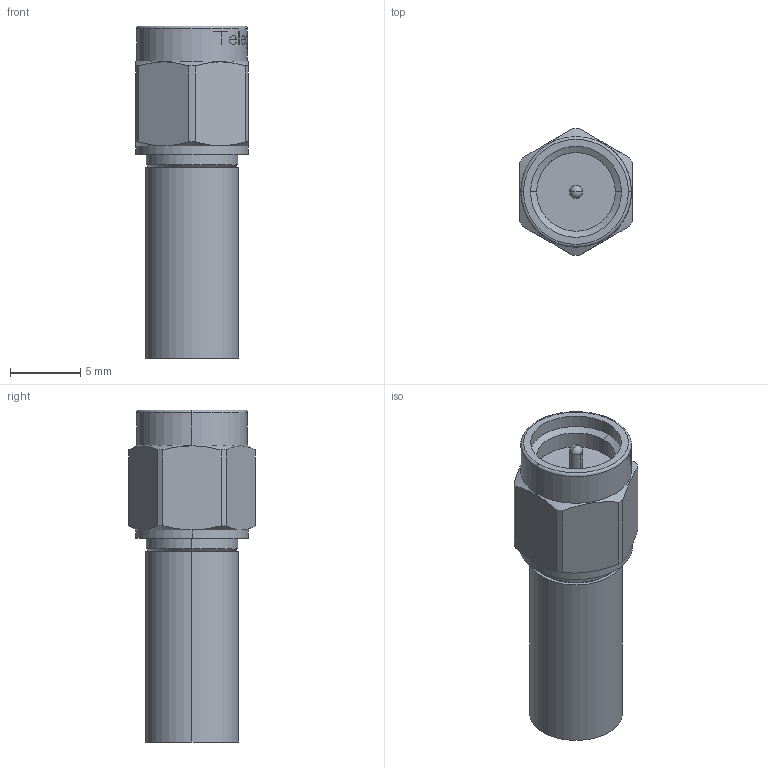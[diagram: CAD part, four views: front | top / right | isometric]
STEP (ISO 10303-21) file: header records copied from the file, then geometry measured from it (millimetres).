
FILE_DESCRIPTION (( 'STEP AP214' ), '1' );
FILE_NAME ('J01150A0031.STEP', '2013-04-18T12:45:04', ( 'Wartung1' ), ( '' ), 'SwSTEP 2.0', 'SolidWorks 2012', '' );
FILE_SCHEMA (( 'AUTOMOTIVE_DESIGN' ));
Length unit declared in the file: millimetre
Products named in the file (1): J01150A0031
Bounding box: 8 x 9 x 23.55 mm (x, y, z)
Volume: 698.6 mm3; surface area: 946.7 mm2
Topology: 1 solids, 1 shells, 347 faces, 941 edges, 619 vertices
Faces by surface type: plane 279, cylinder 48, cone 16, sphere 2, torus 2
Entity records: 14707 total; most frequent: CARTESIAN_POINT 2978, ORIENTED_EDGE 1878, DIRECTION 1475, EDGE_CURVE 939, VERTEX_POINT 619, AXIS2_PLACEMENT_3D 532, LINE 411, VECTOR 411
